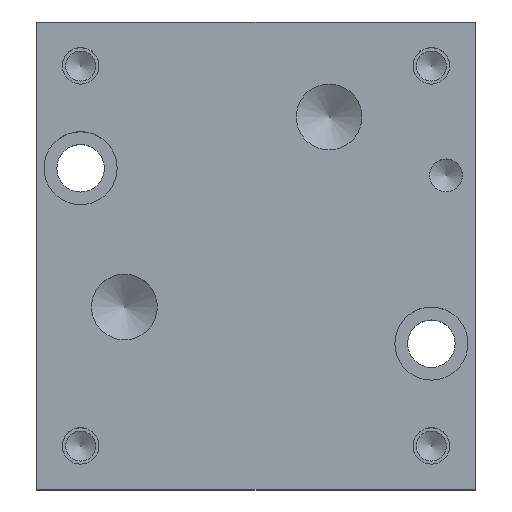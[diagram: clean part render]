
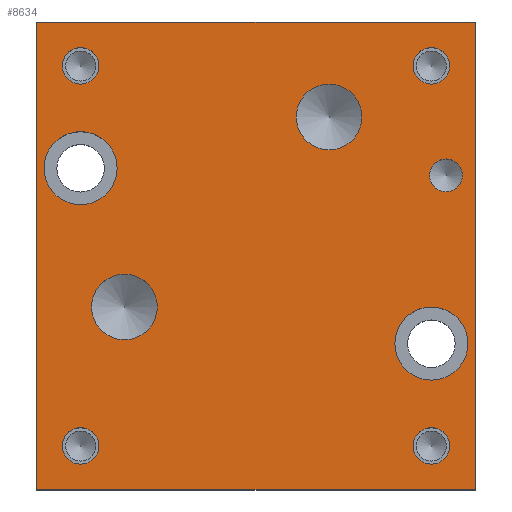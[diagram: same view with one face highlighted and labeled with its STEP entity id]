
A CAD part, top view. The second image highlights one B-rep face of the part: STEP entity #8634.
In plain terms, the highlighted planar face has unit normal (0, 0, 1).
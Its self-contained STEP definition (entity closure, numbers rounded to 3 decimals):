
#59=CIRCLE('',#8931,7.938);
#60=CIRCLE('',#8932,7.938);
#65=CIRCLE('',#8940,7.938);
#66=CIRCLE('',#8941,7.938);
#70=CIRCLE('',#8948,7.137);
#71=CIRCLE('',#8949,7.137);
#74=CIRCLE('',#8954,7.137);
#75=CIRCLE('',#8955,7.137);
#78=CIRCLE('',#8960,3.569);
#79=CIRCLE('',#8961,3.569);
#85=CIRCLE('',#8970,3.962);
#86=CIRCLE('',#8971,3.962);
#92=CIRCLE('',#8981,3.962);
#93=CIRCLE('',#8982,3.962);
#99=CIRCLE('',#8992,3.962);
#100=CIRCLE('',#8993,3.962);
#106=CIRCLE('',#9003,3.962);
#107=CIRCLE('',#9004,3.962);
#151=FACE_BOUND('',#1491,.T.);
#152=FACE_BOUND('',#1492,.T.);
#153=FACE_BOUND('',#1493,.T.);
#154=FACE_BOUND('',#1494,.T.);
#155=FACE_BOUND('',#1495,.T.);
#156=FACE_BOUND('',#1496,.T.);
#157=FACE_BOUND('',#1497,.T.);
#158=FACE_BOUND('',#1498,.T.);
#159=FACE_BOUND('',#1499,.T.);
#1012=FACE_OUTER_BOUND('',#1490,.T.);
#1490=EDGE_LOOP('',(#7520,#7521,#7522,#7523));
#1491=EDGE_LOOP('',(#7524,#7525));
#1492=EDGE_LOOP('',(#7526,#7527));
#1493=EDGE_LOOP('',(#7528,#7529));
#1494=EDGE_LOOP('',(#7530,#7531));
#1495=EDGE_LOOP('',(#7532,#7533));
#1496=EDGE_LOOP('',(#7534,#7535));
#1497=EDGE_LOOP('',(#7536,#7537));
#1498=EDGE_LOOP('',(#7538,#7539));
#1499=EDGE_LOOP('',(#7540,#7541));
#1635=LINE('',#11227,#2477);
#1933=LINE('',#13694,#2775);
#2341=LINE('',#14804,#3183);
#2344=LINE('',#14808,#3186);
#2477=VECTOR('',#9230,10.);
#2775=VECTOR('',#9682,10.);
#3183=VECTOR('',#10568,10.);
#3186=VECTOR('',#10573,10.);
#3305=VERTEX_POINT('',#11224);
#3306=VERTEX_POINT('',#11226);
#3654=VERTEX_POINT('',#13693);
#3932=VERTEX_POINT('',#14646);
#3933=VERTEX_POINT('',#14647);
#3938=VERTEX_POINT('',#14663);
#3939=VERTEX_POINT('',#14664);
#3944=VERTEX_POINT('',#14680);
#3945=VERTEX_POINT('',#14681);
#3949=VERTEX_POINT('',#14693);
#3950=VERTEX_POINT('',#14694);
#3954=VERTEX_POINT('',#14706);
#3955=VERTEX_POINT('',#14707);
#3962=VERTEX_POINT('',#14726);
#3963=VERTEX_POINT('',#14727);
#3970=VERTEX_POINT('',#14748);
#3971=VERTEX_POINT('',#14749);
#3978=VERTEX_POINT('',#14770);
#3979=VERTEX_POINT('',#14771);
#3986=VERTEX_POINT('',#14792);
#3987=VERTEX_POINT('',#14793);
#3989=VERTEX_POINT('',#14803);
#4166=EDGE_CURVE('',#3306,#3305,#1635,.T.);
#4686=EDGE_CURVE('',#3654,#3306,#1933,.T.);
#5100=EDGE_CURVE('',#3932,#3933,#59,.T.);
#5101=EDGE_CURVE('',#3933,#3932,#60,.T.);
#5108=EDGE_CURVE('',#3938,#3939,#65,.T.);
#5109=EDGE_CURVE('',#3939,#3938,#66,.T.);
#5116=EDGE_CURVE('',#3944,#3945,#70,.T.);
#5117=EDGE_CURVE('',#3945,#3944,#71,.T.);
#5122=EDGE_CURVE('',#3949,#3950,#74,.T.);
#5123=EDGE_CURVE('',#3950,#3949,#75,.T.);
#5128=EDGE_CURVE('',#3954,#3955,#78,.T.);
#5129=EDGE_CURVE('',#3955,#3954,#79,.T.);
#5137=EDGE_CURVE('',#3962,#3963,#85,.T.);
#5138=EDGE_CURVE('',#3963,#3962,#86,.T.);
#5147=EDGE_CURVE('',#3970,#3971,#92,.T.);
#5148=EDGE_CURVE('',#3971,#3970,#93,.T.);
#5157=EDGE_CURVE('',#3978,#3979,#99,.T.);
#5158=EDGE_CURVE('',#3979,#3978,#100,.T.);
#5167=EDGE_CURVE('',#3986,#3987,#106,.T.);
#5168=EDGE_CURVE('',#3987,#3986,#107,.T.);
#5172=EDGE_CURVE('',#3989,#3654,#2341,.T.);
#5175=EDGE_CURVE('',#3305,#3989,#2344,.T.);
#7520=ORIENTED_EDGE('',*,*,#4166,.T.);
#7521=ORIENTED_EDGE('',*,*,#5175,.T.);
#7522=ORIENTED_EDGE('',*,*,#5172,.T.);
#7523=ORIENTED_EDGE('',*,*,#4686,.T.);
#7524=ORIENTED_EDGE('',*,*,#5100,.T.);
#7525=ORIENTED_EDGE('',*,*,#5101,.T.);
#7526=ORIENTED_EDGE('',*,*,#5108,.T.);
#7527=ORIENTED_EDGE('',*,*,#5109,.T.);
#7528=ORIENTED_EDGE('',*,*,#5116,.T.);
#7529=ORIENTED_EDGE('',*,*,#5117,.T.);
#7530=ORIENTED_EDGE('',*,*,#5122,.T.);
#7531=ORIENTED_EDGE('',*,*,#5123,.T.);
#7532=ORIENTED_EDGE('',*,*,#5128,.T.);
#7533=ORIENTED_EDGE('',*,*,#5129,.T.);
#7534=ORIENTED_EDGE('',*,*,#5137,.T.);
#7535=ORIENTED_EDGE('',*,*,#5138,.T.);
#7536=ORIENTED_EDGE('',*,*,#5147,.T.);
#7537=ORIENTED_EDGE('',*,*,#5148,.T.);
#7538=ORIENTED_EDGE('',*,*,#5157,.T.);
#7539=ORIENTED_EDGE('',*,*,#5158,.T.);
#7540=ORIENTED_EDGE('',*,*,#5167,.T.);
#7541=ORIENTED_EDGE('',*,*,#5168,.T.);
#7814=PLANE('',#9010);
#8634=ADVANCED_FACE('',(#1012,#151,#152,#153,#154,#155,#156,#157,#158,#159),
#7814,.T.);
#8931=AXIS2_PLACEMENT_3D('',#14648,#10391,#10392);
#8932=AXIS2_PLACEMENT_3D('',#14649,#10393,#10394);
#8940=AXIS2_PLACEMENT_3D('',#14665,#10411,#10412);
#8941=AXIS2_PLACEMENT_3D('',#14666,#10413,#10414);
#8948=AXIS2_PLACEMENT_3D('',#14682,#10430,#10431);
#8949=AXIS2_PLACEMENT_3D('',#14683,#10432,#10433);
#8954=AXIS2_PLACEMENT_3D('',#14695,#10444,#10445);
#8955=AXIS2_PLACEMENT_3D('',#14696,#10446,#10447);
#8960=AXIS2_PLACEMENT_3D('',#14708,#10458,#10459);
#8961=AXIS2_PLACEMENT_3D('',#14709,#10460,#10461);
#8970=AXIS2_PLACEMENT_3D('',#14728,#10480,#10481);
#8971=AXIS2_PLACEMENT_3D('',#14729,#10482,#10483);
#8981=AXIS2_PLACEMENT_3D('',#14750,#10505,#10506);
#8982=AXIS2_PLACEMENT_3D('',#14751,#10507,#10508);
#8992=AXIS2_PLACEMENT_3D('',#14772,#10530,#10531);
#8993=AXIS2_PLACEMENT_3D('',#14773,#10532,#10533);
#9003=AXIS2_PLACEMENT_3D('',#14794,#10555,#10556);
#9004=AXIS2_PLACEMENT_3D('',#14795,#10557,#10558);
#9010=AXIS2_PLACEMENT_3D('',#14810,#10576,#10577);
#9230=DIRECTION('',(1.,0.,0.));
#9682=DIRECTION('',(0.,-1.,0.));
#10391=DIRECTION('center_axis',(0.,0.,-1.));
#10392=DIRECTION('ref_axis',(1.,0.,0.));
#10393=DIRECTION('center_axis',(0.,0.,-1.));
#10394=DIRECTION('ref_axis',(1.,0.,0.));
#10411=DIRECTION('center_axis',(0.,0.,-1.));
#10412=DIRECTION('ref_axis',(1.,0.,0.));
#10413=DIRECTION('center_axis',(0.,0.,-1.));
#10414=DIRECTION('ref_axis',(1.,0.,0.));
#10430=DIRECTION('center_axis',(0.,0.,-1.));
#10431=DIRECTION('ref_axis',(1.,0.,0.));
#10432=DIRECTION('center_axis',(0.,0.,-1.));
#10433=DIRECTION('ref_axis',(1.,0.,0.));
#10444=DIRECTION('center_axis',(0.,0.,-1.));
#10445=DIRECTION('ref_axis',(1.,0.,0.));
#10446=DIRECTION('center_axis',(0.,0.,-1.));
#10447=DIRECTION('ref_axis',(1.,0.,0.));
#10458=DIRECTION('center_axis',(0.,0.,-1.));
#10459=DIRECTION('ref_axis',(1.,0.,0.));
#10460=DIRECTION('center_axis',(0.,0.,-1.));
#10461=DIRECTION('ref_axis',(1.,0.,0.));
#10480=DIRECTION('center_axis',(0.,0.,-1.));
#10481=DIRECTION('ref_axis',(1.,0.,0.));
#10482=DIRECTION('center_axis',(0.,0.,-1.));
#10483=DIRECTION('ref_axis',(1.,0.,0.));
#10505=DIRECTION('center_axis',(0.,0.,-1.));
#10506=DIRECTION('ref_axis',(1.,0.,0.));
#10507=DIRECTION('center_axis',(0.,0.,-1.));
#10508=DIRECTION('ref_axis',(1.,0.,0.));
#10530=DIRECTION('center_axis',(0.,0.,-1.));
#10531=DIRECTION('ref_axis',(1.,0.,0.));
#10532=DIRECTION('center_axis',(0.,0.,-1.));
#10533=DIRECTION('ref_axis',(1.,0.,0.));
#10555=DIRECTION('center_axis',(0.,0.,-1.));
#10556=DIRECTION('ref_axis',(1.,0.,0.));
#10557=DIRECTION('center_axis',(0.,0.,-1.));
#10558=DIRECTION('ref_axis',(1.,0.,0.));
#10568=DIRECTION('',(-1.,0.,0.));
#10573=DIRECTION('',(0.,1.,0.));
#10576=DIRECTION('center_axis',(0.,0.,1.));
#10577=DIRECTION('ref_axis',(1.,0.,0.));
#11224=CARTESIAN_POINT('',(95.25,0.,31.75));
#11226=CARTESIAN_POINT('',(0.,0.,31.75));
#11227=CARTESIAN_POINT('',(0.,0.,31.75));
#13693=CARTESIAN_POINT('',(0.,101.6,31.75));
#13694=CARTESIAN_POINT('',(0.,101.6,31.75));
#14646=CARTESIAN_POINT('',(17.463,69.85,31.75));
#14647=CARTESIAN_POINT('',(1.588,69.85,31.75));
#14648=CARTESIAN_POINT('Origin',(9.525,69.85,31.75));
#14649=CARTESIAN_POINT('Origin',(9.525,69.85,31.75));
#14663=CARTESIAN_POINT('',(93.663,31.75,31.75));
#14664=CARTESIAN_POINT('',(77.788,31.75,31.75));
#14665=CARTESIAN_POINT('Origin',(85.725,31.75,31.75));
#14666=CARTESIAN_POINT('Origin',(85.725,31.75,31.75));
#14680=CARTESIAN_POINT('',(70.637,80.975,31.75));
#14681=CARTESIAN_POINT('',(56.363,80.975,31.75));
#14682=CARTESIAN_POINT('Origin',(63.5,80.975,31.75));
#14683=CARTESIAN_POINT('Origin',(63.5,80.975,31.75));
#14693=CARTESIAN_POINT('',(26.187,39.7,31.75));
#14694=CARTESIAN_POINT('',(11.913,39.7,31.75));
#14695=CARTESIAN_POINT('Origin',(19.05,39.7,31.75));
#14696=CARTESIAN_POINT('Origin',(19.05,39.7,31.75));
#14706=CARTESIAN_POINT('',(92.469,68.275,31.75));
#14707=CARTESIAN_POINT('',(85.331,68.275,31.75));
#14708=CARTESIAN_POINT('Origin',(88.9,68.275,31.75));
#14709=CARTESIAN_POINT('Origin',(88.9,68.275,31.75));
#14726=CARTESIAN_POINT('',(89.687,9.525,31.75));
#14727=CARTESIAN_POINT('',(81.763,9.525,31.75));
#14728=CARTESIAN_POINT('Origin',(85.725,9.525,31.75));
#14729=CARTESIAN_POINT('Origin',(85.725,9.525,31.75));
#14748=CARTESIAN_POINT('',(13.487,92.075,31.75));
#14749=CARTESIAN_POINT('',(5.563,92.075,31.75));
#14750=CARTESIAN_POINT('Origin',(9.525,92.075,31.75));
#14751=CARTESIAN_POINT('Origin',(9.525,92.075,31.75));
#14770=CARTESIAN_POINT('',(89.687,92.075,31.75));
#14771=CARTESIAN_POINT('',(81.763,92.075,31.75));
#14772=CARTESIAN_POINT('Origin',(85.725,92.075,31.75));
#14773=CARTESIAN_POINT('Origin',(85.725,92.075,31.75));
#14792=CARTESIAN_POINT('',(13.487,9.525,31.75));
#14793=CARTESIAN_POINT('',(5.563,9.525,31.75));
#14794=CARTESIAN_POINT('Origin',(9.525,9.525,31.75));
#14795=CARTESIAN_POINT('Origin',(9.525,9.525,31.75));
#14803=CARTESIAN_POINT('',(95.25,101.6,31.75));
#14804=CARTESIAN_POINT('',(95.25,101.6,31.75));
#14808=CARTESIAN_POINT('',(95.25,0.,31.75));
#14810=CARTESIAN_POINT('Origin',(47.625,50.8,31.75));
